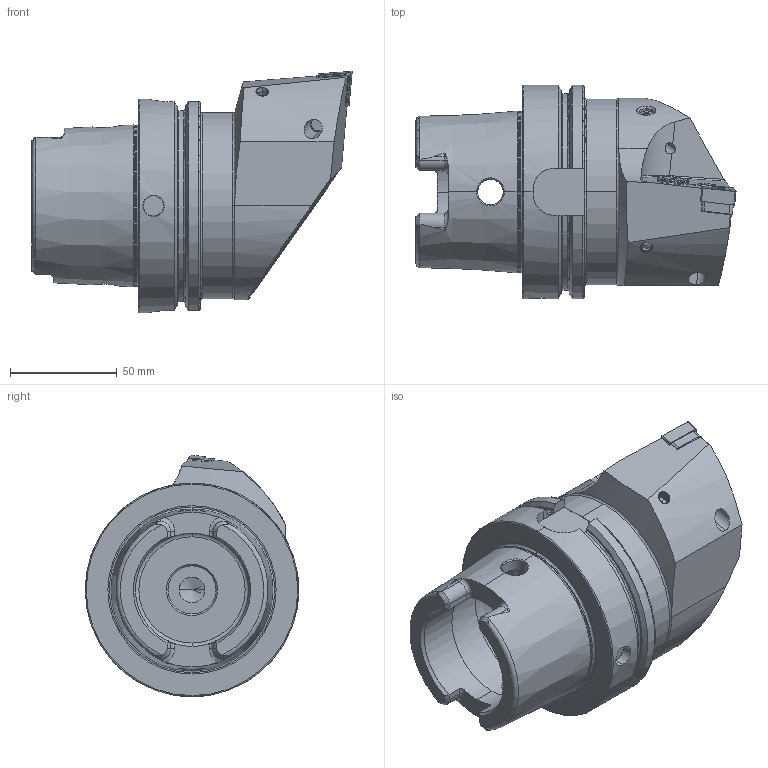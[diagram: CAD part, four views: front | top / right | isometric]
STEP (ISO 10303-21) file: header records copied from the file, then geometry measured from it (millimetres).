
FILE_DESCRIPTION (( 'STEP AP214' ), '1' );
FILE_NAME ('HA0.PCE.LLA.100-HP.STEP', '2019-07-03T07:19:34', ( '' ), ( '' ), 'SwSTEP 2.0', 'SolidWorks 2017', '' );
FILE_SCHEMA (( 'AUTOMOTIVE_DESIGN' ));
Length unit declared in the file: millimetre
Products named in the file (14): HA0-PCE.LLA.100-HP_A_Fertigbearbeitung; HA0.PCE.LLA.100-HP; DIN 7991 - M5x15; CHP-ER1.015.006_A; WCE-ER2.101.004_A; ISO 8752 2x8; WCE-ER1.101.000; KVT_MB_600_060; CNMG160604; CHP-ER1.015.006; WCE-ER3.101.000_A; CHP-ER1.008.014_A; DIN 3771 - 13x1; WCE-ER4.101.020_A
Assembly tree (13 placements, depth 3):
  HA0.PCE.LLA.100-HP
    HA0-PCE.LLA.100-HP_A_Fertigbearbeitung
    CNMG160604
    WCE-ER2.101.004_A
    KVT_MB_600_060
    WCE-ER4.101.020_A
    WCE-ER3.101.000_A
    CHP-ER1.008.014_A
    ISO 8752 2x8
    WCE-ER1.101.000
    CHP-ER1.015.006
      CHP-ER1.015.006_A
      DIN 3771 - 13x1
      DIN 7991 - M5x15
Bounding box: 149.9 x 100 x 113 mm (x, y, z)
Volume: 560336.3 mm3; surface area: 76180.8 mm2
Topology: 13 solids, 13 shells, 516 faces, 1267 edges, 762 vertices
Faces by surface type: plane 158, cylinder 144, cone 139, torus 57, bspline 16, sphere 2
Entity records: 18234 total; most frequent: CARTESIAN_POINT 5202, DIRECTION 2501, ORIENTED_EDGE 2484, EDGE_CURVE 1242, AXIS2_PLACEMENT_3D 984, VERTEX_POINT 759, EDGE_LOOP 547, LINE 533
